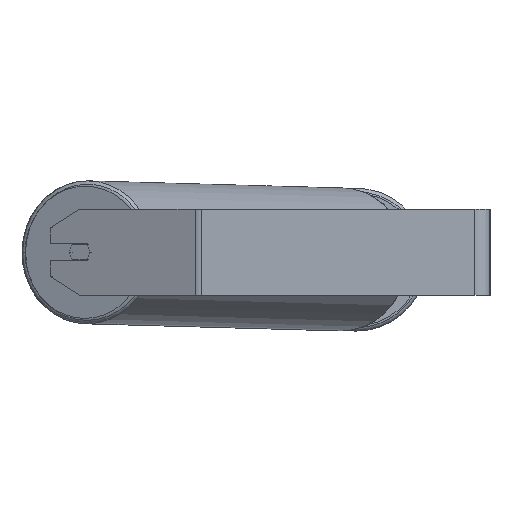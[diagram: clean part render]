
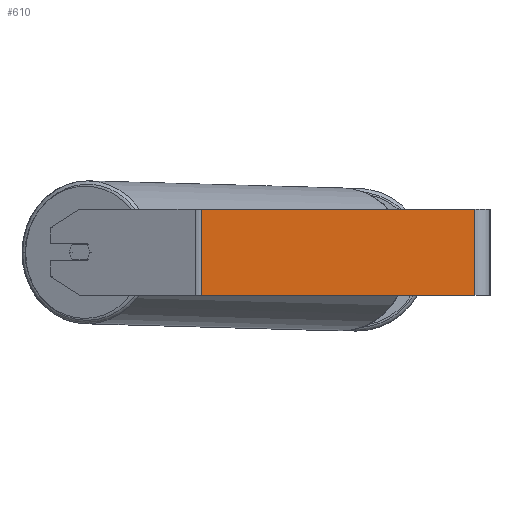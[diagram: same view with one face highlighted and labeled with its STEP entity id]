
A CAD part, left-side view. The second image highlights one B-rep face of the part: STEP entity #610.
In plain terms, the highlighted planar face has unit normal (-1, 0, 0).
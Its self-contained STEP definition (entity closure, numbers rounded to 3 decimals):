
#22 = VECTOR ( 'NONE', #2692, 1000. ) ;
#58 = EDGE_CURVE ( 'NONE', #5360, #3233, #8203, .T. ) ;
#610 = ADVANCED_FACE ( 'NONE', ( #3651 ), #1616, .F. ) ;
#1251 = CARTESIAN_POINT ( 'NONE',  ( -900., 268.325, 40. ) ) ;
#1610 = EDGE_CURVE ( 'NONE', #5600, #2432, #5824, .T. ) ;
#1616 = PLANE ( 'NONE',  #5974 ) ;
#1695 = ORIENTED_EDGE ( 'NONE', *, *, #58, .T. ) ;
#1716 = CARTESIAN_POINT ( 'NONE',  ( -900., 271.429, -40. ) ) ;
#1929 = EDGE_CURVE ( 'NONE', #5360, #5600, #2805, .T. ) ;
#2236 = EDGE_CURVE ( 'NONE', #3233, #2432, #7042, .T. ) ;
#2328 = DIRECTION ( 'NONE',  ( 0., -1., 0. ) ) ;
#2432 = VERTEX_POINT ( 'NONE', #8599 ) ;
#2692 = DIRECTION ( 'NONE',  ( 0., 0., -1. ) ) ;
#2805 = LINE ( 'NONE', #7595, #8361 ) ;
#3146 = CARTESIAN_POINT ( 'NONE',  ( -900., 268.325, -40. ) ) ;
#3233 = VERTEX_POINT ( 'NONE', #3146 ) ;
#3651 = FACE_OUTER_BOUND ( 'NONE', #6481, .T. ) ;
#3842 = ORIENTED_EDGE ( 'NONE', *, *, #1929, .F. ) ;
#3888 = CARTESIAN_POINT ( 'NONE',  ( -900., 14., 40. ) ) ;
#4789 = CARTESIAN_POINT ( 'NONE',  ( -900., 268.325, 40. ) ) ;
#4806 = ORIENTED_EDGE ( 'NONE', *, *, #2236, .T. ) ;
#5360 = VERTEX_POINT ( 'NONE', #4789 ) ;
#5600 = VERTEX_POINT ( 'NONE', #3888 ) ;
#5662 = DIRECTION ( 'NONE',  ( 0., 0., -1. ) ) ;
#5824 = LINE ( 'NONE', #6339, #7251 ) ;
#5974 = AXIS2_PLACEMENT_3D ( 'NONE', #8489, #7065, #6484 ) ;
#6277 = VECTOR ( 'NONE', #2328, 1000. ) ;
#6339 = CARTESIAN_POINT ( 'NONE',  ( -900., 14., 40. ) ) ;
#6481 = EDGE_LOOP ( 'NONE', ( #4806, #7878, #3842, #1695 ) ) ;
#6484 = DIRECTION ( 'NONE',  ( 0., 0., -1. ) ) ;
#6940 = DIRECTION ( 'NONE',  ( 0., -1., 0. ) ) ;
#7042 = LINE ( 'NONE', #1716, #6277 ) ;
#7065 = DIRECTION ( 'NONE',  ( 1., 0., 0. ) ) ;
#7251 = VECTOR ( 'NONE', #5662, 1000. ) ;
#7595 = CARTESIAN_POINT ( 'NONE',  ( -900., 271.429, 40. ) ) ;
#7878 = ORIENTED_EDGE ( 'NONE', *, *, #1610, .F. ) ;
#8203 = LINE ( 'NONE', #1251, #22 ) ;
#8361 = VECTOR ( 'NONE', #6940, 1000. ) ;
#8489 = CARTESIAN_POINT ( 'NONE',  ( -900., 271.429, 40. ) ) ;
#8599 = CARTESIAN_POINT ( 'NONE',  ( -900., 14., -40. ) ) ;
